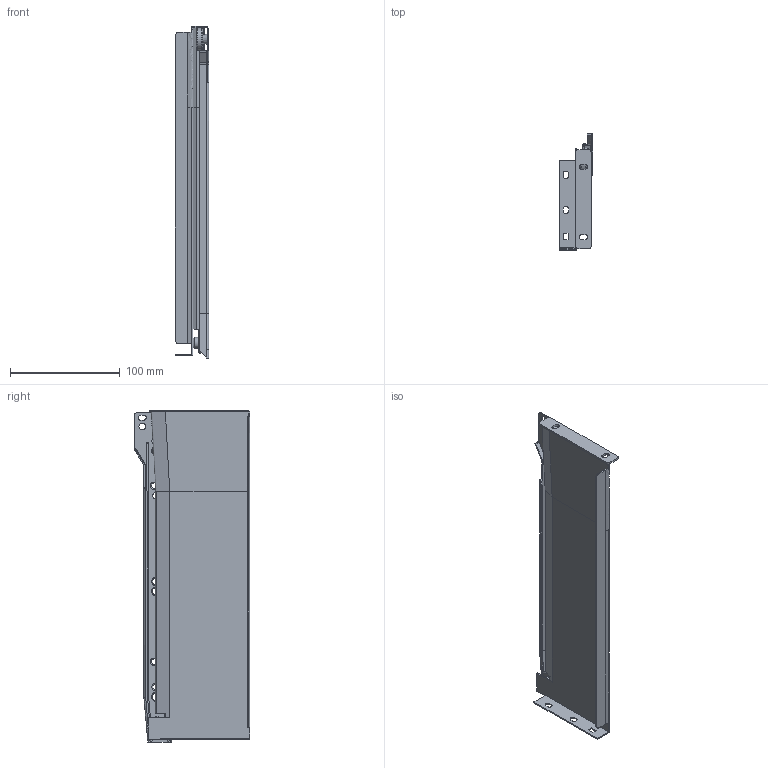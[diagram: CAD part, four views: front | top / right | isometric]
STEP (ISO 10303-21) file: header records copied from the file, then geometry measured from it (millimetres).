
FILE_DESCRIPTION (( 'STEP AP214' ), '1' );
FILE_NAME ('F000747,F000767-RIGHT-CLOSED_3D.step', '2022-11-21T18:02:46', ( '' ), ( '' ), 'SwSTEP 2.0', 'SolidWorks 2020', '' );
FILE_SCHEMA (( 'AUTOMOTIVE_DESIGN' ));
Length unit declared in the file: millimetre
Products named in the file (3): MetalBox-SIDE-Right-H86-300; Koleèkový výsuv-pravý-venkovní èást-300mm; F000747,F000767-RIGHT-CLOSED_3D
Assembly tree (2 placements, depth 2):
  F000747,F000767-RIGHT-CLOSED_3D
    Koleèkový výsuv-pravý-venkovní èást-300mm
    MetalBox-SIDE-Right-H86-300
Bounding box: 30.39 x 105.5 x 302 mm (x, y, z)
Volume: 54231.6 mm3; surface area: 96616.4 mm2
Topology: 2 solids, 2 shells, 277 faces, 725 edges, 456 vertices
Faces by surface type: plane 101, cylinder 86, bspline 48, torus 22, cone 20
Entity records: 9797 total; most frequent: CARTESIAN_POINT 2892, ORIENTED_EDGE 1442, DIRECTION 1412, EDGE_CURVE 721, AXIS2_PLACEMENT_3D 506, VERTEX_POINT 456, VECTOR 400, LINE 400
